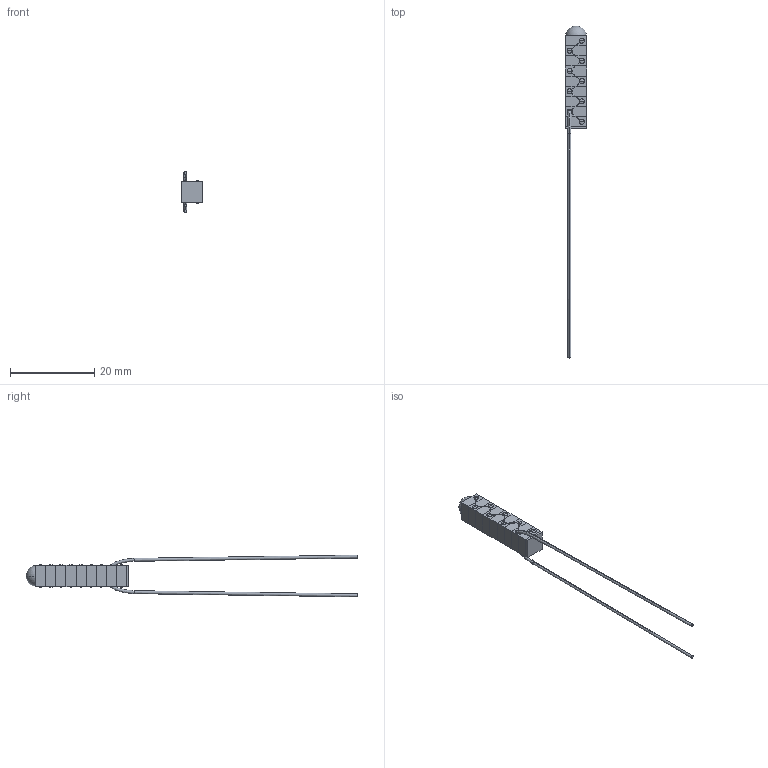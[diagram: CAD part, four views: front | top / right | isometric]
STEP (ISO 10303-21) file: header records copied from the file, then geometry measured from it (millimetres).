
FILE_DESCRIPTION (( 'STEP AP214' ), '1' );
FILE_NAME ('CTN002505.STEP', '2017-10-24T08:48:16', ( '' ), ( '' ), 'SwSTEP 2.0', 'SolidWorks 2016', '' );
FILE_SCHEMA (( 'AUTOMOTIVE_DESIGN' ));
Length unit declared in the file: millimetre
Products named in the file (1): CTN002505
Bounding box: 5 x 78.65 x 9.87 mm (x, y, z)
Volume: 627.7 mm3; surface area: 1221.3 mm2
Topology: 2 solids, 2 shells, 215 faces, 589 edges, 363 vertices
Faces by surface type: cylinder 82, plane 79, bspline 27, sphere 27
Entity records: 11225 total; most frequent: CARTESIAN_POINT 5186, ORIENTED_EDGE 1178, DIRECTION 947, EDGE_CURVE 589, VERTEX_POINT 363, AXIS2_PLACEMENT_3D 335, VECTOR 277, LINE 277
